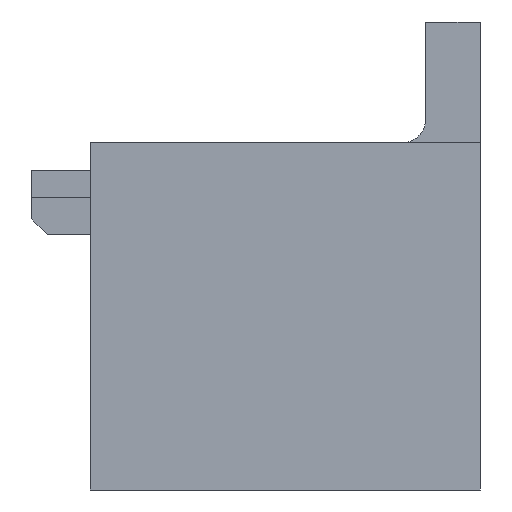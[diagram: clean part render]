
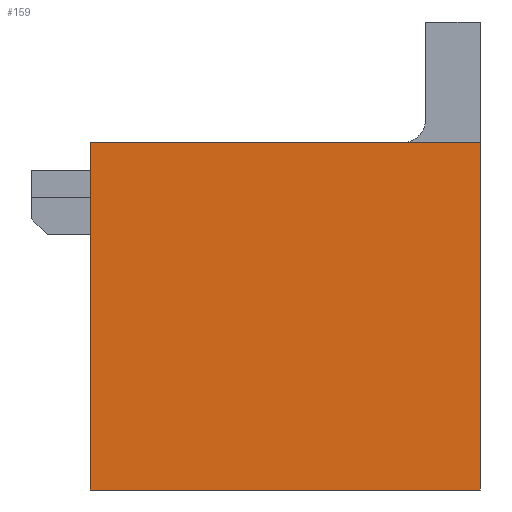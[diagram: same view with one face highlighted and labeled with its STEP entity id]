
A CAD part, left-side view. The second image highlights one B-rep face of the part: STEP entity #159.
In plain terms, the highlighted planar face has unit normal (-1, 0, 0).
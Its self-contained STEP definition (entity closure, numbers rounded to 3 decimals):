
#159 = ADVANCED_FACE( '', ( #298 ), #299, .T. );
#298 = FACE_OUTER_BOUND( '', #523, .T. );
#299 = PLANE( '', #524 );
#523 = EDGE_LOOP( '', ( #947, #948, #949, #950 ) );
#524 = AXIS2_PLACEMENT_3D( '', #951, #952, #953 );
#947 = ORIENTED_EDGE( '', *, *, #1782, .T. );
#948 = ORIENTED_EDGE( '', *, *, #1645, .T. );
#949 = ORIENTED_EDGE( '', *, *, #1716, .F. );
#950 = ORIENTED_EDGE( '', *, *, #1685, .T. );
#951 = CARTESIAN_POINT( '', ( -3.65, 2.875, -2.225 ) );
#952 = DIRECTION( '', ( -1., 0., 0. ) );
#953 = DIRECTION( '', ( 0., 0., 1. ) );
#1645 = EDGE_CURVE( '', #1964, #1962, #1965, .T. );
#1685 = EDGE_CURVE( '', #2044, #2042, #2045, .T. );
#1716 = EDGE_CURVE( '', #2044, #1962, #2100, .T. );
#1782 = EDGE_CURVE( '', #2042, #1964, #2216, .T. );
#1962 = VERTEX_POINT( '', #2477 );
#1964 = VERTEX_POINT( '', #2480 );
#1965 = LINE( '', #2481, #2482 );
#2042 = VERTEX_POINT( '', #2597 );
#2044 = VERTEX_POINT( '', #2600 );
#2045 = LINE( '', #2601, #2602 );
#2100 = LINE( '', #2687, #2688 );
#2216 = LINE( '', #2869, #2870 );
#2477 = CARTESIAN_POINT( '', ( -3.65, -2.875, 2.225 ) );
#2480 = CARTESIAN_POINT( '', ( -3.65, -2.875, -2.225 ) );
#2481 = CARTESIAN_POINT( '', ( -3.65, -2.875, -2.225 ) );
#2482 = VECTOR( '', #3257, 1000. );
#2597 = CARTESIAN_POINT( '', ( -3.65, 2.125, -2.225 ) );
#2600 = CARTESIAN_POINT( '', ( -3.65, 2.125, 2.225 ) );
#2601 = CARTESIAN_POINT( '', ( -3.65, 2.125, 2.225 ) );
#2602 = VECTOR( '', #3297, 1000. );
#2687 = CARTESIAN_POINT( '', ( -3.65, 2.125, 2.225 ) );
#2688 = VECTOR( '', #3328, 1000. );
#2869 = CARTESIAN_POINT( '', ( -3.65, 2.125, -2.225 ) );
#2870 = VECTOR( '', #3394, 1000. );
#3257 = DIRECTION( '', ( 0., 0., 1. ) );
#3297 = DIRECTION( '', ( 0., 0., -1. ) );
#3328 = DIRECTION( '', ( 0., -1., 0. ) );
#3394 = DIRECTION( '', ( 0., -1., 0. ) );
